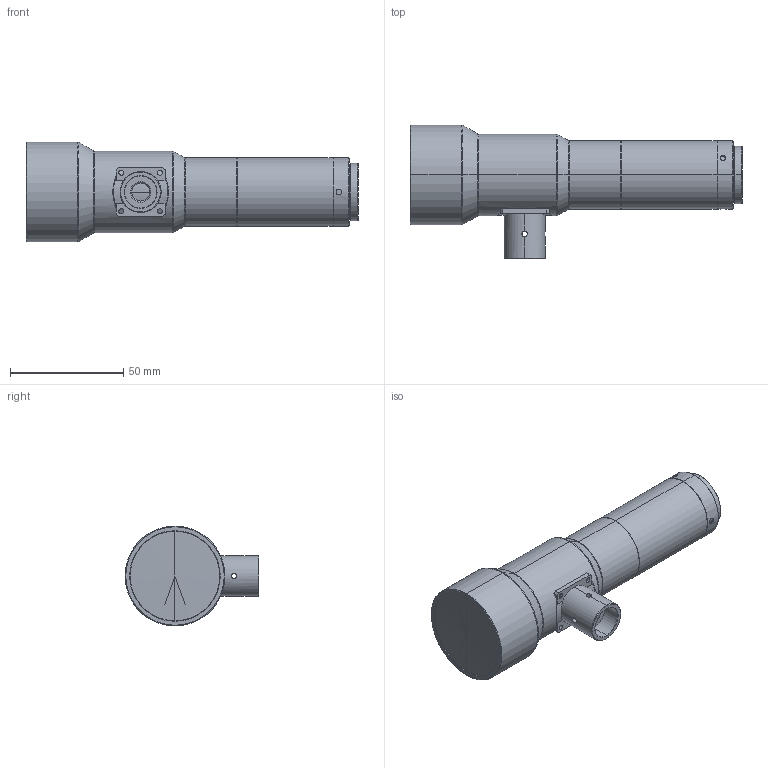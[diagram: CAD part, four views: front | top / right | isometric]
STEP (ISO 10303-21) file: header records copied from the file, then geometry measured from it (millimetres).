
FILE_DESCRIPTION (( 'STEP AP203' ), '1' );
FILE_NAME ('DTCA230-27.5C.STEP', '2019-11-13T07:26:10', ( 'Windows 蚚誧' ), ( '' ), 'SwSTEP 2.0', 'SolidWorks 2017', '' );
FILE_SCHEMA (( 'CONFIG_CONTROL_DESIGN' ));
Length unit declared in the file: millimetre
Products named in the file (1): DTCA230-27.5C
Bounding box: 146.28 x 59 x 44 mm (x, y, z)
Volume: 139732.9 mm3; surface area: 20272.7 mm2
Topology: 2 solids, 2 shells, 133 faces, 308 edges, 185 vertices
Faces by surface type: cylinder 64, plane 31, cone 30, bspline 8
Entity records: 4709 total; most frequent: CARTESIAN_POINT 1688, DIRECTION 612, ORIENTED_EDGE 612, EDGE_CURVE 306, AXIS2_PLACEMENT_3D 243, VERTEX_POINT 185, EDGE_LOOP 151, ADVANCED_FACE 133
